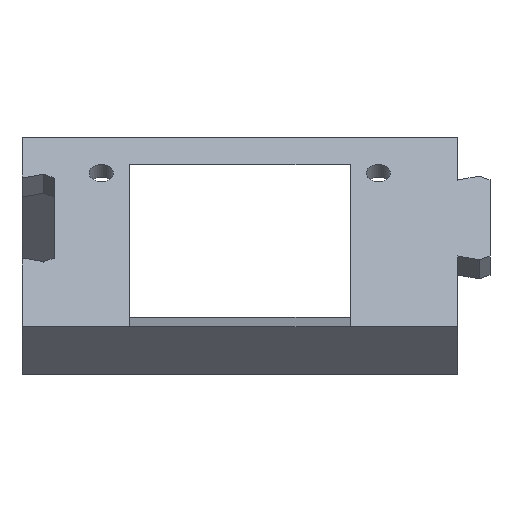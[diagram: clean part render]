
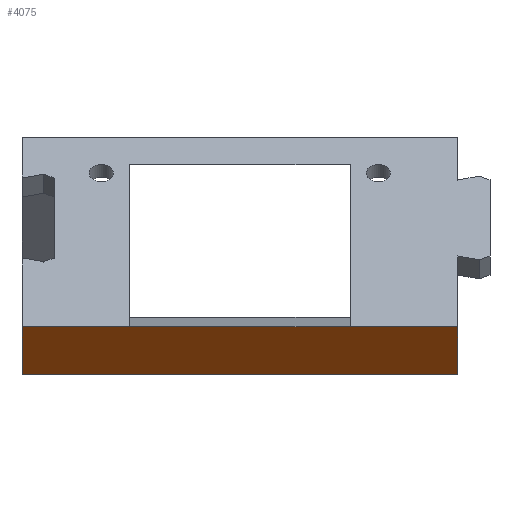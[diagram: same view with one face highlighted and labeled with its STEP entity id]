
A CAD part, front view. The second image highlights one B-rep face of the part: STEP entity #4075.
In plain terms, the highlighted planar face has unit normal (0, -0.707, -0.707).
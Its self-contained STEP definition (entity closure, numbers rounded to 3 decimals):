
#72 = PLANE('',#73);
#73 = AXIS2_PLACEMENT_3D('',#74,#75,#76);
#74 = CARTESIAN_POINT('',(-40.5,0.,17.042));
#75 = DIRECTION('',(-1.,0.,0.));
#76 = DIRECTION('',(0.,0.,-1.));
#407 = PLANE('',#408);
#408 = AXIS2_PLACEMENT_3D('',#409,#410,#411);
#409 = CARTESIAN_POINT('',(-20.5,-49.325,8.825));
#410 = DIRECTION('',(0.,-0.195,0.981));
#411 = DIRECTION('',(0.,0.981,0.195));
#461 = PLANE('',#462);
#462 = AXIS2_PLACEMENT_3D('',#463,#464,#465);
#463 = CARTESIAN_POINT('',(40.5,0.,17.042));
#464 = DIRECTION('',(1.,0.,0.));
#465 = DIRECTION('',(0.,0.,1.));
#501 = VERTEX_POINT('',#502);
#502 = CARTESIAN_POINT('',(-20.5,-49.325,8.825));
#516 = PLANE('',#517);
#517 = AXIS2_PLACEMENT_3D('',#518,#519,#520);
#518 = CARTESIAN_POINT('',(1.874,-28.792,29.358
    ));
#519 = DIRECTION('',(0.,-0.707,0.707)
  );
#520 = DIRECTION('',(0.,0.707,0.707));
#1188 = VERTEX_POINT('',#1189);
#1189 = CARTESIAN_POINT('',(-40.5,-40.5,0.));
#1203 = PLANE('',#1204);
#1204 = AXIS2_PLACEMENT_3D('',#1205,#1206,#1207);
#1205 = CARTESIAN_POINT('',(0.,0.,0.));
#1206 = DIRECTION('',(0.,0.,1.));
#1207 = DIRECTION('',(1.,0.,0.));
#1215 = EDGE_CURVE('',#1216,#1188,#1218,.T.);
#1216 = VERTEX_POINT('',#1217);
#1217 = CARTESIAN_POINT('',(-40.5,-49.325,8.825));
#1218 = SURFACE_CURVE('',#1219,(#1223,#1230),.PCURVE_S1.);
#1219 = LINE('',#1220,#1221);
#1220 = CARTESIAN_POINT('',(-40.5,-49.325,8.825));
#1221 = VECTOR('',#1222,1.);
#1222 = DIRECTION('',(-0.,0.707,-0.707));
#1223 = PCURVE('',#72,#1224);
#1224 = DEFINITIONAL_REPRESENTATION('',(#1225),#1229);
#1225 = LINE('',#1226,#1227);
#1226 = CARTESIAN_POINT('',(8.217,49.325));
#1227 = VECTOR('',#1228,1.);
#1228 = DIRECTION('',(0.707,-0.707));
#1229 = ( GEOMETRIC_REPRESENTATION_CONTEXT(2) 
PARAMETRIC_REPRESENTATION_CONTEXT() REPRESENTATION_CONTEXT('2D SPACE',''
  ) );
#1230 = PCURVE('',#1231,#1236);
#1231 = PLANE('',#1232);
#1232 = AXIS2_PLACEMENT_3D('',#1233,#1234,#1235);
#1233 = CARTESIAN_POINT('',(0.,-44.913,4.413));
#1234 = DIRECTION('',(0.,-0.707,-0.707
    ));
#1235 = DIRECTION('',(0.,-0.707,0.707));
#1236 = DEFINITIONAL_REPRESENTATION('',(#1237),#1241);
#1237 = LINE('',#1238,#1239);
#1238 = CARTESIAN_POINT('',(6.24,40.5));
#1239 = VECTOR('',#1240,1.);
#1240 = DIRECTION('',(-1.,0.));
#1241 = ( GEOMETRIC_REPRESENTATION_CONTEXT(2) 
PARAMETRIC_REPRESENTATION_CONTEXT() REPRESENTATION_CONTEXT('2D SPACE',''
  ) );
#2143 = EDGE_CURVE('',#501,#2144,#2146,.T.);
#2144 = VERTEX_POINT('',#2145);
#2145 = CARTESIAN_POINT('',(20.5,-49.325,8.825));
#2146 = SURFACE_CURVE('',#2147,(#2151,#2158),.PCURVE_S1.);
#2147 = LINE('',#2148,#2149);
#2148 = CARTESIAN_POINT('',(-20.5,-49.325,8.825));
#2149 = VECTOR('',#2150,1.);
#2150 = DIRECTION('',(1.,0.,0.));
#2151 = PCURVE('',#407,#2152);
#2152 = DEFINITIONAL_REPRESENTATION('',(#2153),#2157);
#2153 = LINE('',#2154,#2155);
#2154 = CARTESIAN_POINT('',(0.,0.));
#2155 = VECTOR('',#2156,1.);
#2156 = DIRECTION('',(0.,-1.));
#2157 = ( GEOMETRIC_REPRESENTATION_CONTEXT(2) 
PARAMETRIC_REPRESENTATION_CONTEXT() REPRESENTATION_CONTEXT('2D SPACE',''
  ) );
#2158 = PCURVE('',#1231,#2159);
#2159 = DEFINITIONAL_REPRESENTATION('',(#2160),#2164);
#2160 = LINE('',#2161,#2162);
#2161 = CARTESIAN_POINT('',(6.24,20.5));
#2162 = VECTOR('',#2163,1.);
#2163 = DIRECTION('',(0.,-1.));
#2164 = ( GEOMETRIC_REPRESENTATION_CONTEXT(2) 
PARAMETRIC_REPRESENTATION_CONTEXT() REPRESENTATION_CONTEXT('2D SPACE',''
  ) );
#2436 = EDGE_CURVE('',#2437,#2439,#2441,.T.);
#2437 = VERTEX_POINT('',#2438);
#2438 = CARTESIAN_POINT('',(40.5,-40.5,0.));
#2439 = VERTEX_POINT('',#2440);
#2440 = CARTESIAN_POINT('',(40.5,-49.325,8.825));
#2441 = SURFACE_CURVE('',#2442,(#2446,#2453),.PCURVE_S1.);
#2442 = LINE('',#2443,#2444);
#2443 = CARTESIAN_POINT('',(40.5,-44.913,4.413));
#2444 = VECTOR('',#2445,1.);
#2445 = DIRECTION('',(0.,-0.707,0.707));
#2446 = PCURVE('',#461,#2447);
#2447 = DEFINITIONAL_REPRESENTATION('',(#2448),#2452);
#2448 = LINE('',#2449,#2450);
#2449 = CARTESIAN_POINT('',(-12.629,44.913));
#2450 = VECTOR('',#2451,1.);
#2451 = DIRECTION('',(0.707,0.707));
#2452 = ( GEOMETRIC_REPRESENTATION_CONTEXT(2) 
PARAMETRIC_REPRESENTATION_CONTEXT() REPRESENTATION_CONTEXT('2D SPACE',''
  ) );
#2453 = PCURVE('',#1231,#2454);
#2454 = DEFINITIONAL_REPRESENTATION('',(#2455),#2459);
#2455 = LINE('',#2456,#2457);
#2456 = CARTESIAN_POINT('',(0.,-40.5));
#2457 = VECTOR('',#2458,1.);
#2458 = DIRECTION('',(1.,0.));
#2459 = ( GEOMETRIC_REPRESENTATION_CONTEXT(2) 
PARAMETRIC_REPRESENTATION_CONTEXT() REPRESENTATION_CONTEXT('2D SPACE',''
  ) );
#2721 = EDGE_CURVE('',#1216,#501,#2722,.T.);
#2722 = SURFACE_CURVE('',#2723,(#2727,#2734),.PCURVE_S1.);
#2723 = LINE('',#2724,#2725);
#2724 = CARTESIAN_POINT('',(-20.5,-49.325,8.825));
#2725 = VECTOR('',#2726,1.);
#2726 = DIRECTION('',(1.,0.,0.));
#2727 = PCURVE('',#516,#2728);
#2728 = DEFINITIONAL_REPRESENTATION('',(#2729),#2733);
#2729 = LINE('',#2730,#2731);
#2730 = CARTESIAN_POINT('',(-29.038,22.374));
#2731 = VECTOR('',#2732,1.);
#2732 = DIRECTION('',(0.,-1.));
#2733 = ( GEOMETRIC_REPRESENTATION_CONTEXT(2) 
PARAMETRIC_REPRESENTATION_CONTEXT() REPRESENTATION_CONTEXT('2D SPACE',''
  ) );
#2734 = PCURVE('',#1231,#2735);
#2735 = DEFINITIONAL_REPRESENTATION('',(#2736),#2740);
#2736 = LINE('',#2737,#2738);
#2737 = CARTESIAN_POINT('',(6.24,20.5));
#2738 = VECTOR('',#2739,1.);
#2739 = DIRECTION('',(0.,-1.));
#2740 = ( GEOMETRIC_REPRESENTATION_CONTEXT(2) 
PARAMETRIC_REPRESENTATION_CONTEXT() REPRESENTATION_CONTEXT('2D SPACE',''
  ) );
#2765 = EDGE_CURVE('',#2144,#2439,#2766,.T.);
#2766 = SURFACE_CURVE('',#2767,(#2771,#2778),.PCURVE_S1.);
#2767 = LINE('',#2768,#2769);
#2768 = CARTESIAN_POINT('',(-20.5,-49.325,8.825));
#2769 = VECTOR('',#2770,1.);
#2770 = DIRECTION('',(1.,0.,0.));
#2771 = PCURVE('',#516,#2772);
#2772 = DEFINITIONAL_REPRESENTATION('',(#2773),#2777);
#2773 = LINE('',#2774,#2775);
#2774 = CARTESIAN_POINT('',(-29.038,22.374));
#2775 = VECTOR('',#2776,1.);
#2776 = DIRECTION('',(0.,-1.));
#2777 = ( GEOMETRIC_REPRESENTATION_CONTEXT(2) 
PARAMETRIC_REPRESENTATION_CONTEXT() REPRESENTATION_CONTEXT('2D SPACE',''
  ) );
#2778 = PCURVE('',#1231,#2779);
#2779 = DEFINITIONAL_REPRESENTATION('',(#2780),#2784);
#2780 = LINE('',#2781,#2782);
#2781 = CARTESIAN_POINT('',(6.24,20.5));
#2782 = VECTOR('',#2783,1.);
#2783 = DIRECTION('',(0.,-1.));
#2784 = ( GEOMETRIC_REPRESENTATION_CONTEXT(2) 
PARAMETRIC_REPRESENTATION_CONTEXT() REPRESENTATION_CONTEXT('2D SPACE',''
  ) );
#4075 = ADVANCED_FACE('',(#4076),#1231,.T.);
#4076 = FACE_BOUND('',#4077,.T.);
#4077 = EDGE_LOOP('',(#4078,#4079,#4080,#4081,#4082,#4103));
#4078 = ORIENTED_EDGE('',*,*,#2765,.F.);
#4079 = ORIENTED_EDGE('',*,*,#2143,.F.);
#4080 = ORIENTED_EDGE('',*,*,#2721,.F.);
#4081 = ORIENTED_EDGE('',*,*,#1215,.T.);
#4082 = ORIENTED_EDGE('',*,*,#4083,.T.);
#4083 = EDGE_CURVE('',#1188,#2437,#4084,.T.);
#4084 = SURFACE_CURVE('',#4085,(#4089,#4096),.PCURVE_S1.);
#4085 = LINE('',#4086,#4087);
#4086 = CARTESIAN_POINT('',(-40.5,-40.5,0.));
#4087 = VECTOR('',#4088,1.);
#4088 = DIRECTION('',(1.,0.,0.));
#4089 = PCURVE('',#1231,#4090);
#4090 = DEFINITIONAL_REPRESENTATION('',(#4091),#4095);
#4091 = LINE('',#4092,#4093);
#4092 = CARTESIAN_POINT('',(-6.24,40.5));
#4093 = VECTOR('',#4094,1.);
#4094 = DIRECTION('',(0.,-1.));
#4095 = ( GEOMETRIC_REPRESENTATION_CONTEXT(2) 
PARAMETRIC_REPRESENTATION_CONTEXT() REPRESENTATION_CONTEXT('2D SPACE',''
  ) );
#4096 = PCURVE('',#1203,#4097);
#4097 = DEFINITIONAL_REPRESENTATION('',(#4098),#4102);
#4098 = LINE('',#4099,#4100);
#4099 = CARTESIAN_POINT('',(-40.5,-40.5));
#4100 = VECTOR('',#4101,1.);
#4101 = DIRECTION('',(1.,0.));
#4102 = ( GEOMETRIC_REPRESENTATION_CONTEXT(2) 
PARAMETRIC_REPRESENTATION_CONTEXT() REPRESENTATION_CONTEXT('2D SPACE',''
  ) );
#4103 = ORIENTED_EDGE('',*,*,#2436,.T.);
